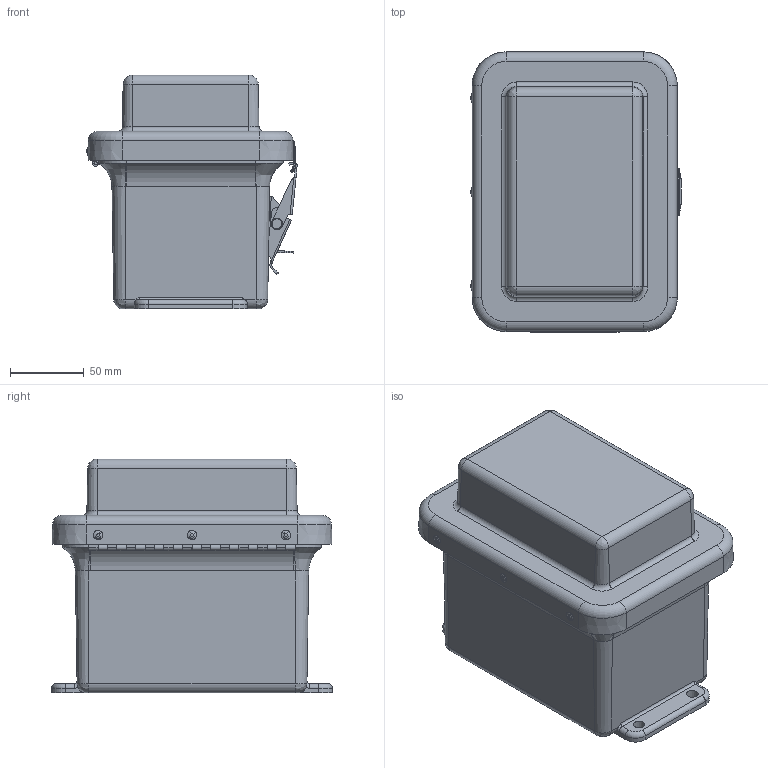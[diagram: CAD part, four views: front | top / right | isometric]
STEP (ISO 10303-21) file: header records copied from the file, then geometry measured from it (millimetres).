
FILE_DESCRIPTION(/* description */ (''),/* implementation_level */ '2;1');
FILE_NAME(/* name */ 'HW-RHJ60405CHQR.stp',/* time_stamp */ '2014-04-02T08:54:23-05:00',/* author */ ('jtigges'),/* organization */ (''),/* preprocessor_version */ 'ST-DEVELOPER v15.2',/* originating_system */ 'Autodesk Inventor 2014',/* authorisation */ '');
FILE_SCHEMA (('AUTOMOTIVE_DESIGN { 1 0 10303 214 3 1 1 }'));
Length unit declared in the file: inch
Products named in the file (24): J604HL_6; RMINS45821P_63; RMINS45821P_64; RMINS45821P_65; RMINS45821P_66; J604BHL; RMHINGCOV5.5; RMHINGPIN5.5; RMHINGBOX5.5; RMHING5.5; RJ604HLCVR; GASKET_604; WP604HLU; RMRIV43; RMRIV44; RMKEEPSSL; Anchor Plate; Locking Layer; Hook blade; Hinge Pin_Lower; Hinge Pin_Upper; RMLATPLSSL; RJ604HPL_STP
Bounding box: 142.26 x 189.85 x 158.17 mm (x, y, z)
Volume: 551948.2 mm3; surface area: 297327.4 mm2
Topology: 25 solids, 25 shells, 694 faces, 1719 edges, 1102 vertices
Faces by surface type: cylinder 274, plane 272, torus 60, cone 44, bspline 44
Full cylindrical faces by diameter (mm): 2.159 x23, 2.64 x4, 3.048 x1, 3.175 x9, 3.302 x2, 3.327 x5, 3.429 x9, 3.556 x11, 3.861 x5, 3.962 x7, 4.306 x2, 5.537 x4, 6.35 x5, 6.858 x4, 7.62 x2, 9.525 x1
Entity records: 21519 total; most frequent: CARTESIAN_POINT 5201, DIRECTION 3521, ORIENTED_EDGE 3060, EDGE_CURVE 1530, AXIS2_PLACEMENT_3D 1371, VERTEX_POINT 1027, EDGE_LOOP 883, LINE 779
